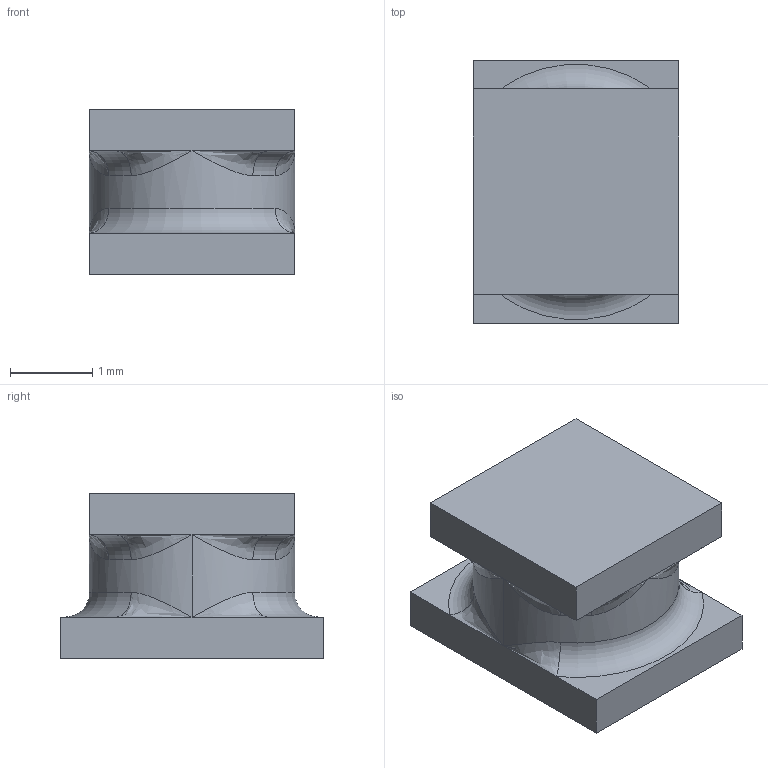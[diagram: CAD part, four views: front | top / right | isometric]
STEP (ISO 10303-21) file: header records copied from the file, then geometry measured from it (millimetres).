
FILE_DESCRIPTION (( 'STEP AP214' ), '1' );
FILE_NAME ('LQH32CN.STEP', '2022-09-18T13:22:59', ( '' ), ( '' ), 'SwSTEP 2.0', 'SolidWorks 2019', '' );
FILE_SCHEMA (( 'AUTOMOTIVE_DESIGN' ));
Length unit declared in the file: millimetre
Products named in the file (1): LQH32CN
Bounding box: 2.5 x 3.2 x 2 mm (x, y, z)
Volume: 12.2 mm3; surface area: 36 mm2
Topology: 1 solids, 1 shells, 36 faces, 92 edges, 46 vertices
Faces by surface type: plane 16, bspline 12, torus 6, cylinder 2
Entity records: 1292 total; most frequent: CARTESIAN_POINT 499, ORIENTED_EDGE 160, DIRECTION 142, EDGE_CURVE 80, AXIS2_PLACEMENT_3D 49, VERTEX_POINT 46, VECTOR 44, LINE 44
